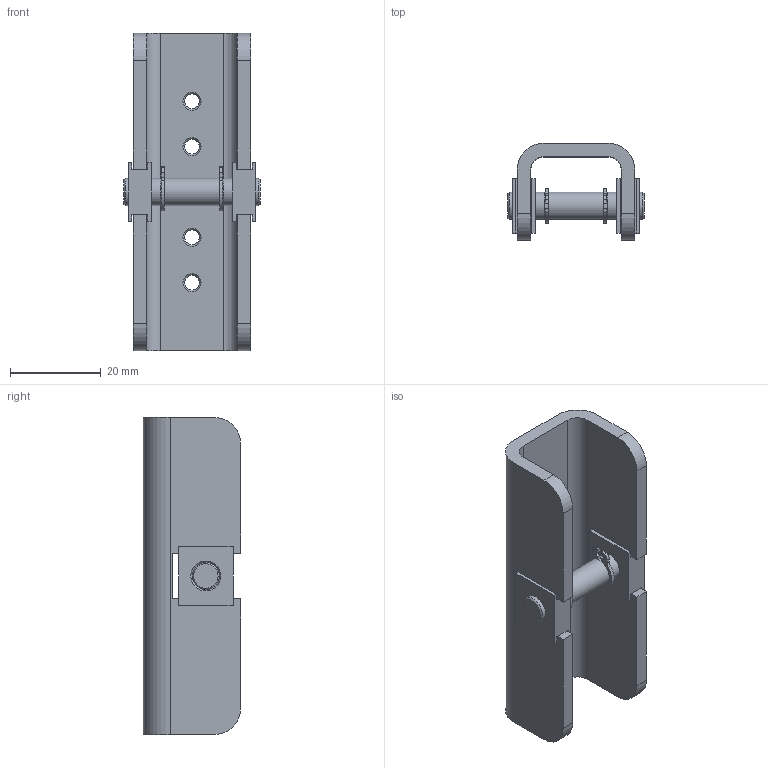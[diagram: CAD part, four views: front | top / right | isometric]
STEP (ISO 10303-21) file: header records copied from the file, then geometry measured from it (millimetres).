
FILE_DESCRIPTION(/* description */ ('STEP AP214'),/* implementation_level */ '2;1');
FILE_NAME(/* name */ '8001411_DARD-L1-18-S',/* time_stamp */ '2024-08-14T14:49:33+02:00',/* author */ ('License CC BY-ND 4.0'),/* organization */ ('CADENAS'),/* preprocessor_version */ 'ST-DEVELOPER v19.3',/* originating_system */ 'PARTsolutions',/* authorisation */ ' ');
FILE_SCHEMA (('AUTOMOTIVE_DESIGN {1 0 10303 214 3 1 1}'));
Length unit declared in the file: millimetre
Products named in the file (5): 8001411 DARD-L1-18-S; 350578 FKP-18; 350580 FKP-18; 350579 FKP-18; DIN471 - 6x0.7
Assembly tree (6 placements, depth 2):
  8001411 DARD-L1-18-S
    350578 FKP-18
    350580 FKP-18  x2
    350579 FKP-18
    DIN471 - 6x0.7  x2
Bounding box: 30 x 21.5 x 70 mm (x, y, z)
Volume: 13078.3 mm3; surface area: 10721.7 mm2
Topology: 6 solids, 6 shells, 123 faces, 304 edges, 198 vertices
Faces by surface type: plane 69, cylinder 40, cone 14
Full cylindrical faces by diameter (mm): 3.242 x4, 5.7 x2, 6 x5, 9 x1
Entity records: 2619 total; most frequent: DIRECTION 450, CARTESIAN_POINT 423, ORIENTED_EDGE 380, EDGE_CURVE 190, AXIS2_PLACEMENT_3D 165, VERTEX_POINT 138, EDGE_LOOP 126, FACE_BOUND 126
